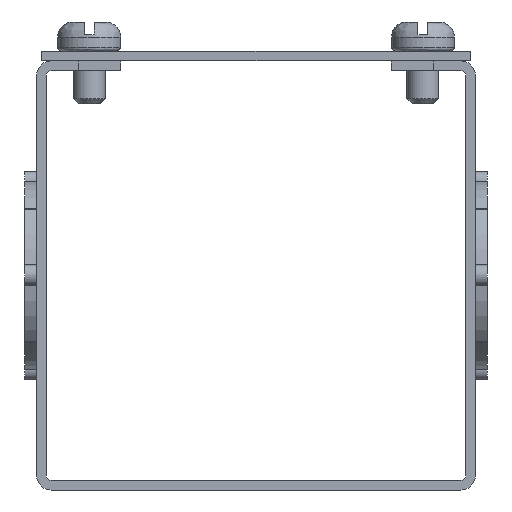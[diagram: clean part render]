
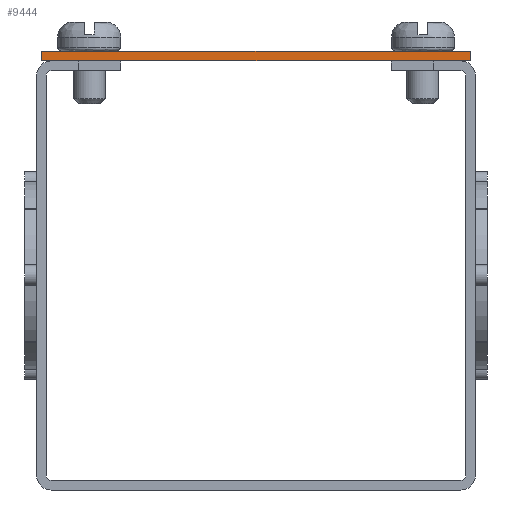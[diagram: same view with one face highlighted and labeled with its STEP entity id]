
A CAD part, front view. The second image highlights one B-rep face of the part: STEP entity #9444.
In plain terms, the highlighted planar face has unit normal (0, -1, 0).
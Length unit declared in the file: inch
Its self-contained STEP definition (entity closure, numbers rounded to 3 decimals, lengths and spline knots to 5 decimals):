
#151 = VERTEX_POINT ( 'NONE', #9604 ) ;
#201 = EDGE_CURVE ( 'NONE', #1243, #151, #5713, .T. ) ;
#478 = LINE ( 'NONE', #11269, #8928 ) ;
#1178 = VECTOR ( 'NONE', #13426, 39.37008 ) ;
#1243 = VERTEX_POINT ( 'NONE', #8046 ) ;
#1315 = AXIS2_PLACEMENT_3D ( 'NONE', #1954, #6309, #12469 ) ;
#1507 = DIRECTION ( 'NONE',  ( 0., 0., -1. ) ) ;
#1954 = CARTESIAN_POINT ( 'NONE',  ( -1.27575, -11.969, 2.557 ) ) ;
#2552 = VECTOR ( 'NONE', #12599, 39.37008 ) ;
#3032 = FACE_OUTER_BOUND ( 'NONE', #7643, .T. ) ;
#5214 = EDGE_CURVE ( 'NONE', #11767, #5897, #9941, .T. ) ;
#5433 = VECTOR ( 'NONE', #1507, 39.37008 ) ;
#5713 = LINE ( 'NONE', #12371, #5433 ) ;
#5897 = VERTEX_POINT ( 'NONE', #7929 ) ;
#6309 = DIRECTION ( 'NONE',  ( 0., -1., 0. ) ) ;
#6563 = ORIENTED_EDGE ( 'NONE', *, *, #10263, .T. ) ;
#6690 = CARTESIAN_POINT ( 'NONE',  ( 1.27575, -11.969, 2.557 ) ) ;
#7164 = EDGE_CURVE ( 'NONE', #151, #11767, #7218, .T. ) ;
#7218 = LINE ( 'NONE', #8552, #2552 ) ;
#7409 = ORIENTED_EDGE ( 'NONE', *, *, #7164, .T. ) ;
#7544 = CARTESIAN_POINT ( 'NONE',  ( 1.27575, -11.969, 2.557 ) ) ;
#7643 = EDGE_LOOP ( 'NONE', ( #7409, #7764, #6563, #13822 ) ) ;
#7764 = ORIENTED_EDGE ( 'NONE', *, *, #5214, .T. ) ;
#7929 = CARTESIAN_POINT ( 'NONE',  ( 1.27575, -11.969, 2.614 ) ) ;
#8046 = CARTESIAN_POINT ( 'NONE',  ( -1.27575, -11.969, 2.614 ) ) ;
#8552 = CARTESIAN_POINT ( 'NONE',  ( -1.27575, -11.969, 2.557 ) ) ;
#8928 = VECTOR ( 'NONE', #9273, 39.37008 ) ;
#9273 = DIRECTION ( 'NONE',  ( -1., 0., 0. ) ) ;
#9444 = ADVANCED_FACE ( 'NONE', ( #3032 ), #11684, .T. ) ;
#9604 = CARTESIAN_POINT ( 'NONE',  ( -1.27575, -11.969, 2.557 ) ) ;
#9941 = LINE ( 'NONE', #7544, #1178 ) ;
#10263 = EDGE_CURVE ( 'NONE', #5897, #1243, #478, .T. ) ;
#11269 = CARTESIAN_POINT ( 'NONE',  ( -1.27575, -11.969, 2.614 ) ) ;
#11684 = PLANE ( 'NONE',  #1315 ) ;
#11767 = VERTEX_POINT ( 'NONE', #6690 ) ;
#12371 = CARTESIAN_POINT ( 'NONE',  ( -1.27575, -11.969, 2.557 ) ) ;
#12469 = DIRECTION ( 'NONE',  ( 0., 0., -1. ) ) ;
#12599 = DIRECTION ( 'NONE',  ( 1., 0., 0. ) ) ;
#13426 = DIRECTION ( 'NONE',  ( 0., 0., 1. ) ) ;
#13822 = ORIENTED_EDGE ( 'NONE', *, *, #201, .T. ) ;
